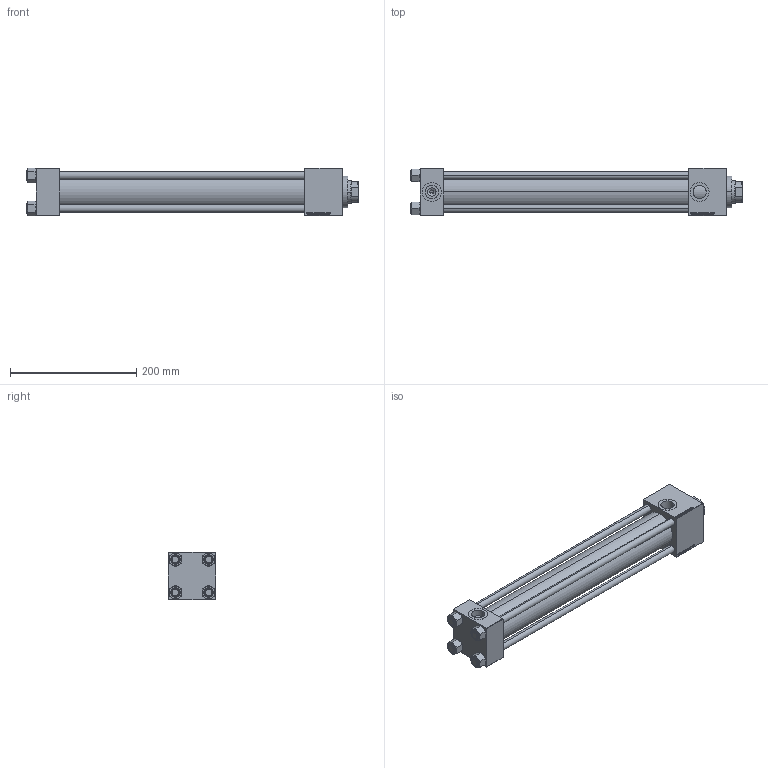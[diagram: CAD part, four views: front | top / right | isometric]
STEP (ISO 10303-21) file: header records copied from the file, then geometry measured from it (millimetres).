
FILE_DESCRIPTION (( 'STEP AP203' ), '1' );
FILE_NAME ('5d53.STEP', '2023-08-22T20:40:48', ( '' ), ( '' ), 'SwSTEP 2.0', 'SolidWorks 2019', '' );
FILE_SCHEMA (( 'CONFIG_CONTROL_DESIGN' ));
Length unit declared in the file: millimetre
Products named in the file (6): NUT_M5_C b708f6e26e248d3cc5c190358329d3bc; 5d53; V215CR_C_TYCINKA b708f6e26e248d3cc5c190358329d3bc; V215CR_C_Body b708f6e26e248d3cc5c190358329d3bc; V215_VC_A b708f6e26e248d3cc5c190358329d3bc; V215CR_VCP_C b708f6e26e248d3cc5c190358329d3bc
Assembly tree (11 placements, depth 2):
  5d53
    V215CR_C_Body b708f6e26e248d3cc5c190358329d3bc
    V215CR_VCP_C b708f6e26e248d3cc5c190358329d3bc
    NUT_M5_C b708f6e26e248d3cc5c190358329d3bc  x4
    V215CR_C_TYCINKA b708f6e26e248d3cc5c190358329d3bc  x4
    V215_VC_A b708f6e26e248d3cc5c190358329d3bc
Bounding box: 525 x 75 x 75.54 mm (x, y, z)
Volume: 1336071.6 mm3; surface area: 352467.6 mm2
Topology: 11 solids, 11 shells, 1148 faces, 2874 edges, 1865 vertices
Faces by surface type: plane 526, bspline 392, cone 136, cylinder 86, torus 8
Entity records: 50214 total; most frequent: CARTESIAN_POINT 27116, ORIENTED_EDGE 5240, DIRECTION 3300, EDGE_CURVE 2620, VERTEX_POINT 1721, VECTOR 1590, LINE 1590, EDGE_LOOP 1157
